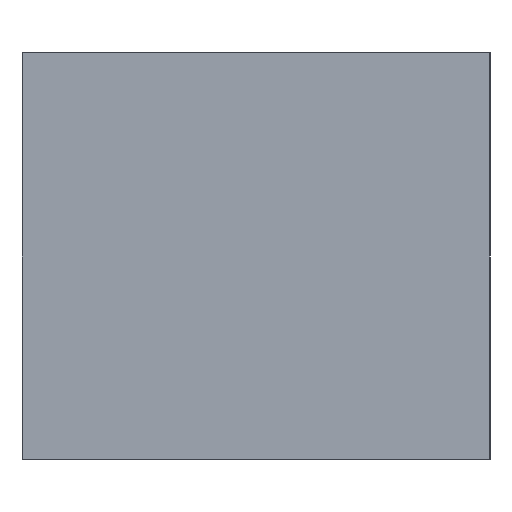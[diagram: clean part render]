
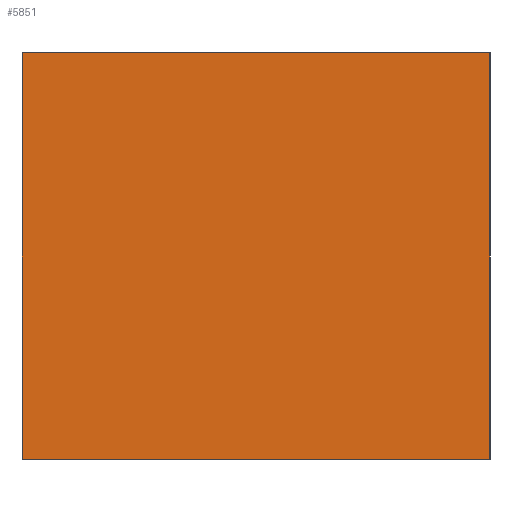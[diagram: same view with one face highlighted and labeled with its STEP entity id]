
A CAD part, left-side view. The second image highlights one B-rep face of the part: STEP entity #5851.
In plain terms, the highlighted planar face has unit normal (-1, 0, 0).
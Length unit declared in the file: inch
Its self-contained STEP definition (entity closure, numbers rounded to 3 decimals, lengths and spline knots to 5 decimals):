
#128 = DIRECTION ( 'NONE',  ( 0., 0., 1. ) ) ;
#345 = LINE ( 'NONE', #1014, #7388 ) ;
#905 = FACE_OUTER_BOUND ( 'NONE', #1008, .T. ) ;
#1008 = EDGE_LOOP ( 'NONE', ( #4365, #5155, #8176, #5324 ) ) ;
#1014 = CARTESIAN_POINT ( 'NONE',  ( -11., -0.5, -12.9345 ) ) ;
#1097 = VERTEX_POINT ( 'NONE', #5709 ) ;
#1105 = DIRECTION ( 'NONE',  ( 0., -1., 0. ) ) ;
#1500 = EDGE_CURVE ( 'NONE', #2906, #8583, #6974, .T. ) ;
#1650 = CARTESIAN_POINT ( 'NONE',  ( -11., 0., 0. ) ) ;
#1651 = CARTESIAN_POINT ( 'NONE',  ( -11., 0.5, -12.9345 ) ) ;
#1833 = VECTOR ( 'NONE', #4351, 39.37008 ) ;
#2379 = CARTESIAN_POINT ( 'NONE',  ( -11., -0.5, -12.0655 ) ) ;
#2906 = VERTEX_POINT ( 'NONE', #3576 ) ;
#3576 = CARTESIAN_POINT ( 'NONE',  ( -11., 0.5, -12.0655 ) ) ;
#3599 = DIRECTION ( 'NONE',  ( 1., 0., 0. ) ) ;
#3735 = PLANE ( 'NONE',  #5238 ) ;
#4198 = LINE ( 'NONE', #4285, #7527 ) ;
#4285 = CARTESIAN_POINT ( 'NONE',  ( -11., -0.5, -12.9345 ) ) ;
#4351 = DIRECTION ( 'NONE',  ( 0., 0., -1. ) ) ;
#4365 = ORIENTED_EDGE ( 'NONE', *, *, #4926, .T. ) ;
#4926 = EDGE_CURVE ( 'NONE', #7091, #2906, #7632, .T. ) ;
#5155 = ORIENTED_EDGE ( 'NONE', *, *, #1500, .T. ) ;
#5238 = AXIS2_PLACEMENT_3D ( 'NONE', #1650, #3599, #5728 ) ;
#5324 = ORIENTED_EDGE ( 'NONE', *, *, #6980, .T. ) ;
#5709 = CARTESIAN_POINT ( 'NONE',  ( -11., -0.5, -12.9345 ) ) ;
#5728 = DIRECTION ( 'NONE',  ( 0., 0., -1. ) ) ;
#5851 = ADVANCED_FACE ( 'NONE', ( #905 ), #3735, .F. ) ;
#6420 = DIRECTION ( 'NONE',  ( 0., 1., 0. ) ) ;
#6796 = VECTOR ( 'NONE', #6420, 39.37008 ) ;
#6974 = LINE ( 'NONE', #1651, #1833 ) ;
#6980 = EDGE_CURVE ( 'NONE', #1097, #7091, #4198, .T. ) ;
#7046 = CARTESIAN_POINT ( 'NONE',  ( -11., -0.5, -12.0655 ) ) ;
#7091 = VERTEX_POINT ( 'NONE', #2379 ) ;
#7118 = EDGE_CURVE ( 'NONE', #8583, #1097, #345, .T. ) ;
#7388 = VECTOR ( 'NONE', #1105, 39.37008 ) ;
#7527 = VECTOR ( 'NONE', #128, 39.37008 ) ;
#7618 = CARTESIAN_POINT ( 'NONE',  ( -11., 0.5, -12.9345 ) ) ;
#7632 = LINE ( 'NONE', #7046, #6796 ) ;
#8176 = ORIENTED_EDGE ( 'NONE', *, *, #7118, .T. ) ;
#8583 = VERTEX_POINT ( 'NONE', #7618 ) ;
